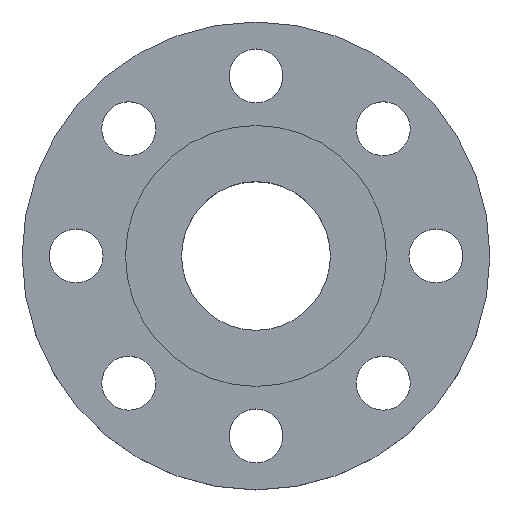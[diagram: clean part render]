
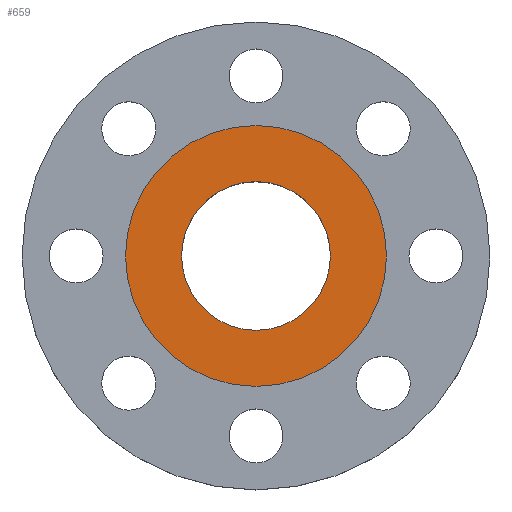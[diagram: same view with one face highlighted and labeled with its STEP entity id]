
A CAD part, top view. The second image highlights one B-rep face of the part: STEP entity #659.
In plain terms, the highlighted planar face has unit normal (0, 0, 1).
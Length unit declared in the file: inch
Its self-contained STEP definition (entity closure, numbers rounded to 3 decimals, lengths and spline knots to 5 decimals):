
#25 = EDGE_CURVE ( 'NONE', #97, #711, #177, .T. ) ;
#35 = CARTESIAN_POINT ( 'NONE',  ( 1.0335, 0., 0. ) ) ;
#61 = AXIS2_PLACEMENT_3D ( 'NONE', #844, #855, #328 ) ;
#97 = VERTEX_POINT ( 'NONE', #1060 ) ;
#125 = CARTESIAN_POINT ( 'NONE',  ( 0., 0., 0. ) ) ;
#138 = FACE_BOUND ( 'NONE', #636, .T. ) ;
#164 = CIRCLE ( 'NONE', #61, 1.8125 ) ;
#177 = CIRCLE ( 'NONE', #845, 1.8125 ) ;
#184 = ORIENTED_EDGE ( 'NONE', *, *, #1055, .T. ) ;
#225 = CARTESIAN_POINT ( 'NONE',  ( 0., 1.0335, 0. ) ) ;
#240 = DIRECTION ( 'NONE',  ( 0., 0., -1. ) ) ;
#250 = DIRECTION ( 'NONE',  ( 1., 0., 0. ) ) ;
#252 = AXIS2_PLACEMENT_3D ( 'NONE', #225, #240, #753 ) ;
#262 = CARTESIAN_POINT ( 'NONE',  ( 1.8125, 0., 0. ) ) ;
#301 = VERTEX_POINT ( 'NONE', #1057 ) ;
#328 = DIRECTION ( 'NONE',  ( 1., 0., 0. ) ) ;
#356 = EDGE_CURVE ( 'NONE', #978, #301, #554, .T. ) ;
#384 = EDGE_LOOP ( 'NONE', ( #184, #919 ) ) ;
#393 = FACE_OUTER_BOUND ( 'NONE', #384, .T. ) ;
#414 = EDGE_CURVE ( 'NONE', #301, #978, #688, .T. ) ;
#428 = CARTESIAN_POINT ( 'NONE',  ( 0., 0., 0. ) ) ;
#482 = DIRECTION ( 'NONE',  ( 0., 0., 1. ) ) ;
#511 = AXIS2_PLACEMENT_3D ( 'NONE', #826, #721, #817 ) ;
#554 = CIRCLE ( 'NONE', #901, 1.0335 ) ;
#636 = EDGE_LOOP ( 'NONE', ( #1084, #837 ) ) ;
#659 = ADVANCED_FACE ( 'NONE', ( #138, #393 ), #850, .F. ) ;
#688 = CIRCLE ( 'NONE', #511, 1.0335 ) ;
#711 = VERTEX_POINT ( 'NONE', #262 ) ;
#721 = DIRECTION ( 'NONE',  ( 0., 0., 1. ) ) ;
#753 = DIRECTION ( 'NONE',  ( -1., 0., 0. ) ) ;
#781 = DIRECTION ( 'NONE',  ( 0., 0., 1. ) ) ;
#817 = DIRECTION ( 'NONE',  ( 1., 0., 0. ) ) ;
#826 = CARTESIAN_POINT ( 'NONE',  ( 0., 0., 0. ) ) ;
#837 = ORIENTED_EDGE ( 'NONE', *, *, #414, .F. ) ;
#844 = CARTESIAN_POINT ( 'NONE',  ( 0., 0., 0. ) ) ;
#845 = AXIS2_PLACEMENT_3D ( 'NONE', #125, #482, #937 ) ;
#850 = PLANE ( 'NONE',  #252 ) ;
#855 = DIRECTION ( 'NONE',  ( 0., 0., 1. ) ) ;
#901 = AXIS2_PLACEMENT_3D ( 'NONE', #428, #781, #250 ) ;
#919 = ORIENTED_EDGE ( 'NONE', *, *, #25, .T. ) ;
#937 = DIRECTION ( 'NONE',  ( 1., 0., 0. ) ) ;
#978 = VERTEX_POINT ( 'NONE', #35 ) ;
#1055 = EDGE_CURVE ( 'NONE', #711, #97, #164, .T. ) ;
#1057 = CARTESIAN_POINT ( 'NONE',  ( -1.0335, 0., 0. ) ) ;
#1060 = CARTESIAN_POINT ( 'NONE',  ( -1.8125, 0., 0. ) ) ;
#1084 = ORIENTED_EDGE ( 'NONE', *, *, #356, .F. ) ;
